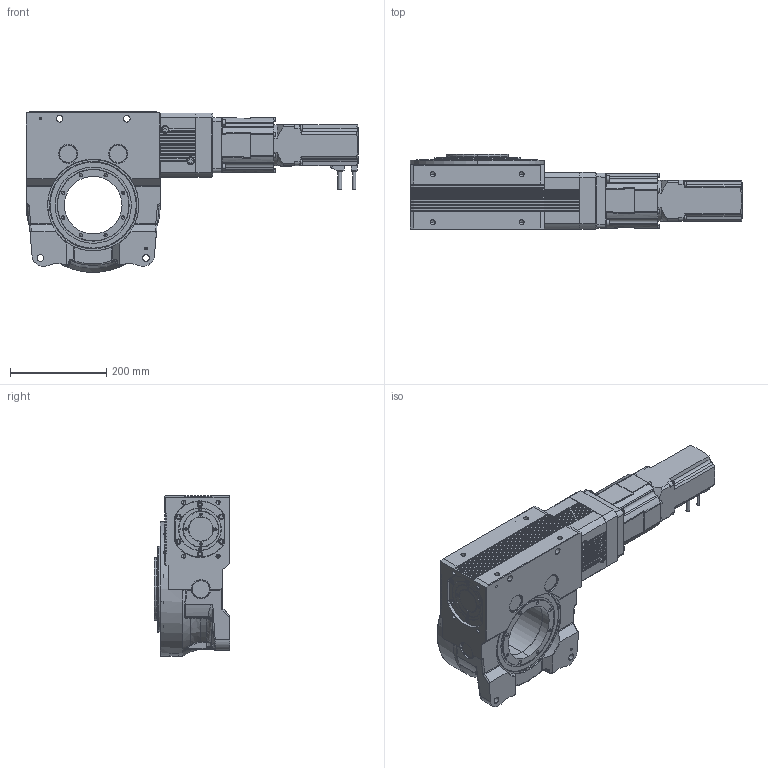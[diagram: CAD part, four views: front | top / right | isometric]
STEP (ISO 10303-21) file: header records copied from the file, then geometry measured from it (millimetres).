
FILE_DESCRIPTION (( 'STEP AP203' ), '1' );
FILE_NAME ('RGV129V4820X000.STEP', '2023-12-22T10:02:53', ( '' ), ( '' ), 'SwSTEP 2.0', 'SolidWorks 2021', '' );
FILE_SCHEMA (( 'CONFIG_CONTROL_DESIGN' ));
Length unit declared in the file: millimetre
Products named in the file (1): RGV129V4820X000
Bounding box: 691.5 x 157 x 335.05 mm (x, y, z)
Volume: 13698235 mm3; surface area: 824805.1 mm2
Topology: 1 solids, 1 shells, 2696 faces, 6756 edges, 4172 vertices
Faces by surface type: plane 1225, cylinder 843, cone 412, bspline 178, torus 30, sphere 8
Entity records: 94549 total; most frequent: CARTESIAN_POINT 30746, DIRECTION 13328, ORIENTED_EDGE 13216, EDGE_CURVE 6608, AXIS2_PLACEMENT_3D 4792, VERTEX_POINT 4172, VECTOR 3744, LINE 3744
